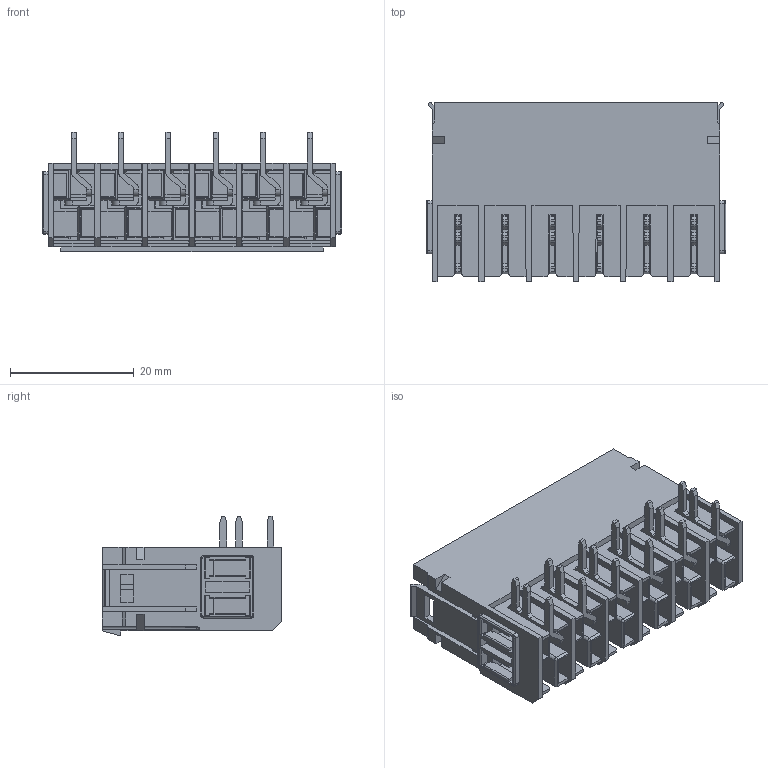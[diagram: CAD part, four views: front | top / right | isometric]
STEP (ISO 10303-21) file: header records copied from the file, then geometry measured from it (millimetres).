
FILE_DESCRIPTION( ('This file contains a STEP AP42 implementation' ,'as created by ZW3D STEP Interface translator.') ,'2;1' );
FILE_NAME( 'WJ3EDGRH-7.62-06P-00A.stp' ,'2311 9.105623', (''), ('ZWCAD Software Co.'), 'Version 1.0', 'ZW3D to STEP translator', '' );
FILE_SCHEMA(('AUTOMOTIVE_DESIGN { 1 0 10303 214 1 1 1 1 }'));
Length unit declared in the file: millimetre
Products named in the file (2): 0; WJ3EDGRH-7.62-12P-00A
Bounding box: 48.32 x 29 x 19.25 mm (x, y, z)
Volume: 7589.5 mm3; surface area: 14021.4 mm2
Topology: 1 solids, 1 shells, 1134 faces, 3245 edges, 2129 vertices
Faces by surface type: plane 952, cylinder 132, cone 40, torus 8, sphere 2
Entity records: 37685 total; most frequent: CARTESIAN_POINT 6779, ORIENTED_EDGE 6490, DIRECTION 5735, EDGE_CURVE 3245, VECTOR 2889, LINE 2889, VERTEX_POINT 2129, AXIS2_PLACEMENT_3D 1423
